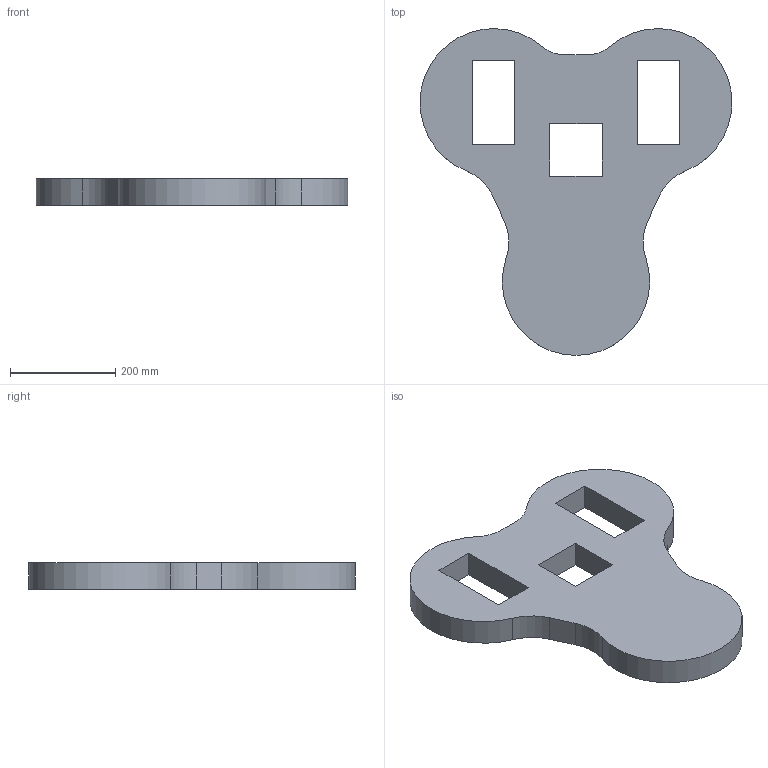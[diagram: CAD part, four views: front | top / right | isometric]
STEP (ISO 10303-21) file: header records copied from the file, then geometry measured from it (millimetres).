
FILE_DESCRIPTION(/* description */ (''),/* implementation_level */ '2;1');
FILE_NAME(/* name */ 'basepart.SLDPRT v9.step',/* time_stamp */ '2024-03-06T22:32:04+05:30',/* author */ (''),/* organization */ (''),/* preprocessor_version */ 'ST-DEVELOPER v20',/* originating_system */ 'Autodesk Translation Framework v12.20.1.177',/* authorisation */ '');
FILE_SCHEMA (('AUTOMOTIVE_DESIGN { 1 0 10303 214 3 1 1 }'));
Length unit declared in the file: millimetre
Products named in the file (1): basepart.SLDPRT
Bounding box: 591.68 x 619.77 x 50 mm (x, y, z)
Volume: 7206975.4 mm3; surface area: 896336.4 mm2
Topology: 1 solids, 2 shells, 52 faces, 144 edges, 96 vertices
Faces by surface type: plane 34, cylinder 18
Entity records: 1726 total; most frequent: CARTESIAN_POINT 293, ORIENTED_EDGE 288, DIRECTION 286, EDGE_CURVE 144, LINE 108, VECTOR 108, VERTEX_POINT 96, AXIS2_PLACEMENT_3D 89
